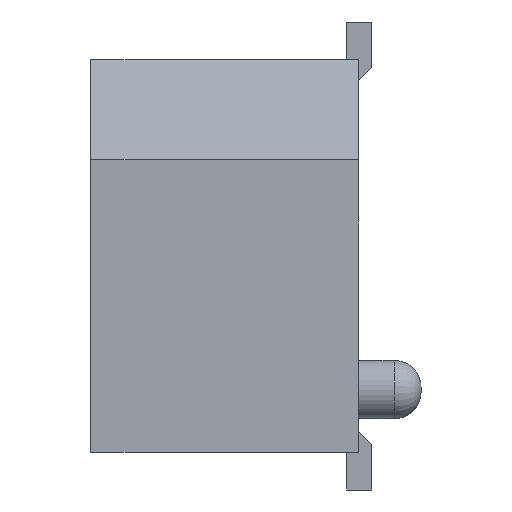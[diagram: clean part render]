
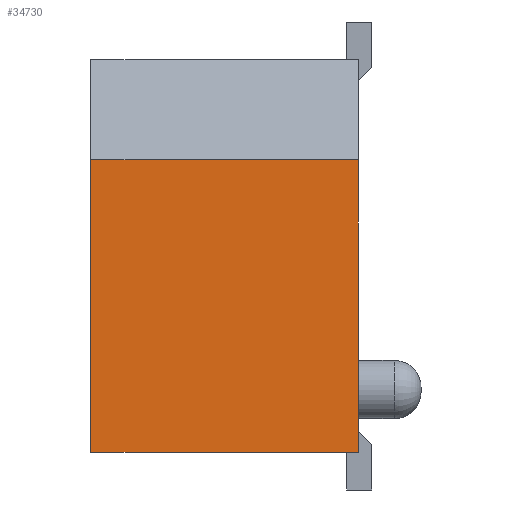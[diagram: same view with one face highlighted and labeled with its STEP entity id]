
A CAD part, left-side view. The second image highlights one B-rep face of the part: STEP entity #34730.
In plain terms, the highlighted planar face has unit normal (-1, 0, 0).
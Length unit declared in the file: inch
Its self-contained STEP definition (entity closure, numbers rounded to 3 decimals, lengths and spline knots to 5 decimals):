
#1376=ORIENTED_EDGE('',*,*,#11483,.T.);
#1377=ORIENTED_EDGE('',*,*,#11484,.F.);
#1378=ORIENTED_EDGE('',*,*,#11477,.F.);
#1379=ORIENTED_EDGE('',*,*,#11485,.T.);
#11477=EDGE_CURVE('',#16410,#16411,#19903,.T.);
#11483=EDGE_CURVE('',#16416,#16417,#19909,.T.);
#11484=EDGE_CURVE('',#16411,#16417,#19910,.T.);
#11485=EDGE_CURVE('',#16410,#16416,#19911,.T.);
#16410=VERTEX_POINT('',#49033);
#16411=VERTEX_POINT('',#49034);
#16416=VERTEX_POINT('',#49046);
#16417=VERTEX_POINT('',#49047);
#19903=LINE('',#49032,#25077);
#19909=LINE('',#49045,#25083);
#19910=LINE('',#49048,#25084);
#19911=LINE('',#49049,#25085);
#25077=VECTOR('',#39600,39.37008);
#25083=VECTOR('',#39608,39.37008);
#25084=VECTOR('',#39609,39.37008);
#25085=VECTOR('',#39610,39.37008);
#29348=EDGE_LOOP('',(#1376,#1377,#1378,#1379));
#31146=FACE_BOUND('',#29348,.T.);
#32943=PLANE('',#36560);
#34730=ADVANCED_FACE('',(#31146),#32943,.F.);
#36560=AXIS2_PLACEMENT_3D('',#49044,#39606,#39607);
#39600=DIRECTION('',(0.,0.,1.));
#39606=DIRECTION('',(1.,0.,0.));
#39607=DIRECTION('',(0.,0.,-1.));
#39608=DIRECTION('',(0.,0.,1.));
#39609=DIRECTION('',(0.,-1.,0.));
#39610=DIRECTION('',(0.,-1.,0.));
#49032=CARTESIAN_POINT('',(-0.70875,0.168,-0.1175));
#49033=CARTESIAN_POINT('',(-0.70875,0.168,-0.1175));
#49034=CARTESIAN_POINT('',(-0.70875,0.168,0.0575));
#49044=CARTESIAN_POINT('',(-0.70875,0.168,-0.1175));
#49045=CARTESIAN_POINT('',(-0.70875,0.008,-0.1175));
#49046=CARTESIAN_POINT('',(-0.70875,0.008,-0.1175));
#49047=CARTESIAN_POINT('',(-0.70875,0.008,0.0575));
#49048=CARTESIAN_POINT('',(-0.70875,0.168,0.0575));
#49049=CARTESIAN_POINT('',(-0.70875,0.168,-0.1175));
